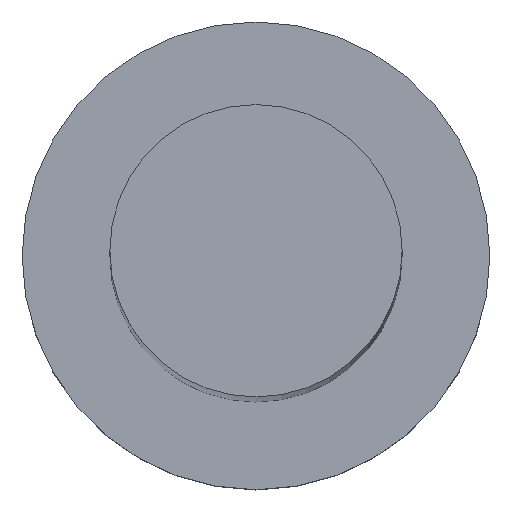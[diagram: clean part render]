
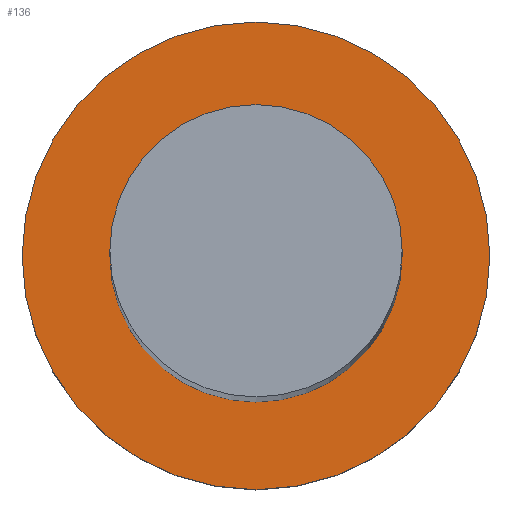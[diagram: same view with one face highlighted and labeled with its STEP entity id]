
A CAD part, top view. The second image highlights one B-rep face of the part: STEP entity #136.
In plain terms, the highlighted planar face has unit normal (0, 0, 1).
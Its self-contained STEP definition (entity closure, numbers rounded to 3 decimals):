
#7 = AXIS2_PLACEMENT_3D ( 'NONE', #191, #137, #215 ) ;
#12 = DIRECTION ( 'NONE',  ( 0., 0., 1. ) ) ;
#17 = CIRCLE ( 'NONE', #200, 5. ) ;
#29 = ORIENTED_EDGE ( 'NONE', *, *, #172, .F. ) ;
#31 = EDGE_LOOP ( 'NONE', ( #29, #216 ) ) ;
#32 = DIRECTION ( 'NONE',  ( 1., 0., 0. ) ) ;
#34 = AXIS2_PLACEMENT_3D ( 'NONE', #160, #114, #32 ) ;
#35 = CARTESIAN_POINT ( 'NONE',  ( -5., 0., 5. ) ) ;
#38 = AXIS2_PLACEMENT_3D ( 'NONE', #174, #12, #117 ) ;
#46 = VERTEX_POINT ( 'NONE', #35 ) ;
#51 = FACE_OUTER_BOUND ( 'NONE', #56, .T. ) ;
#56 = EDGE_LOOP ( 'NONE', ( #113, #252 ) ) ;
#66 = CIRCLE ( 'NONE', #218, 5. ) ;
#74 = CARTESIAN_POINT ( 'NONE',  ( 5., 0., 5. ) ) ;
#106 = EDGE_CURVE ( 'NONE', #209, #133, #161, .T. ) ;
#110 = PLANE ( 'NONE',  #34 ) ;
#113 = ORIENTED_EDGE ( 'NONE', *, *, #106, .T. ) ;
#114 = DIRECTION ( 'NONE',  ( 0., 0., 1. ) ) ;
#117 = DIRECTION ( 'NONE',  ( 1., 0., 0. ) ) ;
#131 = FACE_BOUND ( 'NONE', #31, .T. ) ;
#133 = VERTEX_POINT ( 'NONE', #188 ) ;
#136 = ADVANCED_FACE ( 'NONE', ( #131, #51 ), #110, .T. ) ;
#137 = DIRECTION ( 'NONE',  ( 0., 0., 1. ) ) ;
#149 = CARTESIAN_POINT ( 'NONE',  ( 0., 0., 5. ) ) ;
#152 = DIRECTION ( 'NONE',  ( 1., 0., 0. ) ) ;
#156 = EDGE_CURVE ( 'NONE', #133, #209, #214, .T. ) ;
#160 = CARTESIAN_POINT ( 'NONE',  ( 0., 0., 5. ) ) ;
#161 = CIRCLE ( 'NONE', #7, 8. ) ;
#172 = EDGE_CURVE ( 'NONE', #46, #211, #66, .T. ) ;
#174 = CARTESIAN_POINT ( 'NONE',  ( 0., 0., 5. ) ) ;
#177 = CARTESIAN_POINT ( 'NONE',  ( 0., 0., 5. ) ) ;
#184 = DIRECTION ( 'NONE',  ( 1., 0., 0. ) ) ;
#188 = CARTESIAN_POINT ( 'NONE',  ( 8., 0., 5. ) ) ;
#191 = CARTESIAN_POINT ( 'NONE',  ( 0., 0., 5. ) ) ;
#200 = AXIS2_PLACEMENT_3D ( 'NONE', #149, #255, #184 ) ;
#209 = VERTEX_POINT ( 'NONE', #210 ) ;
#210 = CARTESIAN_POINT ( 'NONE',  ( -8., 0., 5. ) ) ;
#211 = VERTEX_POINT ( 'NONE', #74 ) ;
#214 = CIRCLE ( 'NONE', #38, 8. ) ;
#215 = DIRECTION ( 'NONE',  ( 1., 0., 0. ) ) ;
#216 = ORIENTED_EDGE ( 'NONE', *, *, #254, .F. ) ;
#218 = AXIS2_PLACEMENT_3D ( 'NONE', #177, #249, #152 ) ;
#249 = DIRECTION ( 'NONE',  ( 0., 0., 1. ) ) ;
#252 = ORIENTED_EDGE ( 'NONE', *, *, #156, .T. ) ;
#254 = EDGE_CURVE ( 'NONE', #211, #46, #17, .T. ) ;
#255 = DIRECTION ( 'NONE',  ( 0., 0., 1. ) ) ;
